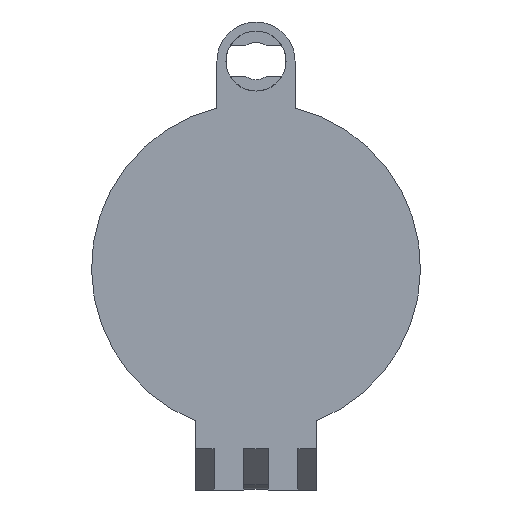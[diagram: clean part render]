
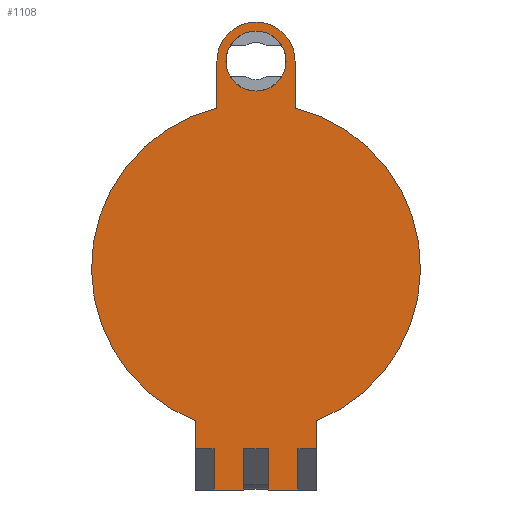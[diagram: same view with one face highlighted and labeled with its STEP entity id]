
A CAD part, front view. The second image highlights one B-rep face of the part: STEP entity #1108.
In plain terms, the highlighted planar face has unit normal (0, -1, 0).
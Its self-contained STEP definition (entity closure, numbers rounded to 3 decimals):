
#133 = VERTEX_POINT('',#134);
#134 = CARTESIAN_POINT('',(0.,0.,43.));
#140 = EDGE_CURVE('',#141,#133,#143,.T.);
#141 = VERTEX_POINT('',#142);
#142 = CARTESIAN_POINT('',(0.,0.,57.6));
#143 = CIRCLE('',#144,7.3);
#144 = AXIS2_PLACEMENT_3D('',#145,#146,#147);
#145 = CARTESIAN_POINT('',(0.,0.,50.3));
#146 = DIRECTION('',(0.,-1.,0.));
#147 = DIRECTION('',(0.,0.,-1.));
#565 = VERTEX_POINT('',#566);
#566 = CARTESIAN_POINT('',(-3.,0.,-54.));
#572 = EDGE_CURVE('',#565,#573,#575,.T.);
#573 = VERTEX_POINT('',#574);
#574 = CARTESIAN_POINT('',(-10.2,0.,-54.));
#575 = LINE('',#576,#577);
#576 = CARTESIAN_POINT('',(-14.7,0.,-54.));
#577 = VECTOR('',#578,1.);
#578 = DIRECTION('',(-1.,-0.,-0.));
#744 = EDGE_CURVE('',#745,#747,#749,.T.);
#745 = VERTEX_POINT('',#746);
#746 = CARTESIAN_POINT('',(-9.5,0.,50.3));
#747 = VERTEX_POINT('',#748);
#748 = CARTESIAN_POINT('',(9.5,0.,50.3));
#749 = CIRCLE('',#750,9.5);
#750 = AXIS2_PLACEMENT_3D('',#751,#752,#753);
#751 = CARTESIAN_POINT('',(0.,0.,50.3));
#752 = DIRECTION('',(0.,1.,0.));
#753 = DIRECTION('',(0.,-0.,1.));
#776 = EDGE_CURVE('',#747,#777,#779,.T.);
#777 = VERTEX_POINT('',#778);
#778 = CARTESIAN_POINT('',(9.5,0.,38.856));
#779 = LINE('',#780,#781);
#780 = CARTESIAN_POINT('',(9.5,0.,50.3));
#781 = VECTOR('',#782,1.);
#782 = DIRECTION('',(0.,0.,-1.));
#812 = VERTEX_POINT('',#813);
#813 = CARTESIAN_POINT('',(14.7,0.,-37.201));
#827 = EDGE_CURVE('',#777,#812,#828,.T.);
#828 = CIRCLE('',#829,40.);
#829 = AXIS2_PLACEMENT_3D('',#830,#831,#832);
#830 = CARTESIAN_POINT('',(0.,0.,0.));
#831 = DIRECTION('',(0.,1.,0.));
#832 = DIRECTION('',(0.,-0.,1.));
#852 = EDGE_CURVE('',#812,#853,#855,.T.);
#853 = VERTEX_POINT('',#854);
#854 = CARTESIAN_POINT('',(14.7,0.,-44.));
#855 = LINE('',#856,#857);
#856 = CARTESIAN_POINT('',(14.7,0.,-37.201));
#857 = VECTOR('',#858,1.);
#858 = DIRECTION('',(0.,0.,-1.));
#926 = VERTEX_POINT('',#927);
#927 = CARTESIAN_POINT('',(3.,0.,-54.));
#951 = VERTEX_POINT('',#952);
#952 = CARTESIAN_POINT('',(10.2,0.,-54.));
#958 = EDGE_CURVE('',#951,#926,#959,.T.);
#959 = LINE('',#960,#961);
#960 = CARTESIAN_POINT('',(-14.7,0.,-54.));
#961 = VECTOR('',#962,1.);
#962 = DIRECTION('',(-1.,-0.,-0.));
#984 = VERTEX_POINT('',#985);
#985 = CARTESIAN_POINT('',(-14.7,0.,-44.));
#991 = EDGE_CURVE('',#984,#992,#994,.T.);
#992 = VERTEX_POINT('',#993);
#993 = CARTESIAN_POINT('',(-14.7,0.,-37.201));
#994 = LINE('',#995,#996);
#995 = CARTESIAN_POINT('',(-14.7,0.,-37.201));
#996 = VECTOR('',#997,1.);
#997 = DIRECTION('',(-0.,-0.,1.));
#1058 = VERTEX_POINT('',#1059);
#1059 = CARTESIAN_POINT('',(-9.5,0.,38.856));
#1073 = EDGE_CURVE('',#992,#1058,#1074,.T.);
#1074 = CIRCLE('',#1075,40.);
#1075 = AXIS2_PLACEMENT_3D('',#1076,#1077,#1078);
#1076 = CARTESIAN_POINT('',(0.,0.,0.));
#1077 = DIRECTION('',(0.,1.,0.));
#1078 = DIRECTION('',(0.,-0.,1.));
#1088 = EDGE_CURVE('',#1058,#745,#1089,.T.);
#1089 = LINE('',#1090,#1091);
#1090 = CARTESIAN_POINT('',(-9.5,0.,50.3));
#1091 = VECTOR('',#1092,1.);
#1092 = DIRECTION('',(-0.,-0.,1.));
#1108 = ADVANCED_FACE('',(#1109,#1119),#1180,.F.);
#1109 = FACE_BOUND('',#1110,.T.);
#1110 = EDGE_LOOP('',(#1111,#1118));
#1111 = ORIENTED_EDGE('',*,*,#1112,.F.);
#1112 = EDGE_CURVE('',#133,#141,#1113,.T.);
#1113 = CIRCLE('',#1114,7.3);
#1114 = AXIS2_PLACEMENT_3D('',#1115,#1116,#1117);
#1115 = CARTESIAN_POINT('',(0.,0.,50.3));
#1116 = DIRECTION('',(0.,-1.,0.));
#1117 = DIRECTION('',(0.,0.,-1.));
#1118 = ORIENTED_EDGE('',*,*,#140,.F.);
#1119 = FACE_BOUND('',#1120,.T.);
#1120 = EDGE_LOOP('',(#1121,#1129,#1135,#1136,#1137,#1138,#1139,#1140,
    #1141,#1142,#1150,#1156,#1157,#1165,#1173,#1179));
#1121 = ORIENTED_EDGE('',*,*,#1122,.F.);
#1122 = EDGE_CURVE('',#1123,#951,#1125,.T.);
#1123 = VERTEX_POINT('',#1124);
#1124 = CARTESIAN_POINT('',(10.2,0.,-44.));
#1125 = LINE('',#1126,#1127);
#1126 = CARTESIAN_POINT('',(10.2,0.,-44.));
#1127 = VECTOR('',#1128,1.);
#1128 = DIRECTION('',(0.,0.,-1.));
#1129 = ORIENTED_EDGE('',*,*,#1130,.T.);
#1130 = EDGE_CURVE('',#1123,#853,#1131,.T.);
#1131 = LINE('',#1132,#1133);
#1132 = CARTESIAN_POINT('',(10.2,0.,-44.));
#1133 = VECTOR('',#1134,1.);
#1134 = DIRECTION('',(1.,-0.,-0.));
#1135 = ORIENTED_EDGE('',*,*,#852,.F.);
#1136 = ORIENTED_EDGE('',*,*,#827,.F.);
#1137 = ORIENTED_EDGE('',*,*,#776,.F.);
#1138 = ORIENTED_EDGE('',*,*,#744,.F.);
#1139 = ORIENTED_EDGE('',*,*,#1088,.F.);
#1140 = ORIENTED_EDGE('',*,*,#1073,.F.);
#1141 = ORIENTED_EDGE('',*,*,#991,.F.);
#1142 = ORIENTED_EDGE('',*,*,#1143,.F.);
#1143 = EDGE_CURVE('',#1144,#984,#1146,.T.);
#1144 = VERTEX_POINT('',#1145);
#1145 = CARTESIAN_POINT('',(-10.2,0.,-44.));
#1146 = LINE('',#1147,#1148);
#1147 = CARTESIAN_POINT('',(-10.2,0.,-44.));
#1148 = VECTOR('',#1149,1.);
#1149 = DIRECTION('',(-1.,-0.,-0.));
#1150 = ORIENTED_EDGE('',*,*,#1151,.F.);
#1151 = EDGE_CURVE('',#573,#1144,#1152,.T.);
#1152 = LINE('',#1153,#1154);
#1153 = CARTESIAN_POINT('',(-10.2,0.,-54.));
#1154 = VECTOR('',#1155,1.);
#1155 = DIRECTION('',(0.,0.,1.));
#1156 = ORIENTED_EDGE('',*,*,#572,.F.);
#1157 = ORIENTED_EDGE('',*,*,#1158,.F.);
#1158 = EDGE_CURVE('',#1159,#565,#1161,.T.);
#1159 = VERTEX_POINT('',#1160);
#1160 = CARTESIAN_POINT('',(-3.,0.,-44.));
#1161 = LINE('',#1162,#1163);
#1162 = CARTESIAN_POINT('',(-3.,0.,-44.));
#1163 = VECTOR('',#1164,1.);
#1164 = DIRECTION('',(0.,0.,-1.));
#1165 = ORIENTED_EDGE('',*,*,#1166,.F.);
#1166 = EDGE_CURVE('',#1167,#1159,#1169,.T.);
#1167 = VERTEX_POINT('',#1168);
#1168 = CARTESIAN_POINT('',(3.,0.,-44.));
#1169 = LINE('',#1170,#1171);
#1170 = CARTESIAN_POINT('',(3.,0.,-44.));
#1171 = VECTOR('',#1172,1.);
#1172 = DIRECTION('',(-1.,0.,0.));
#1173 = ORIENTED_EDGE('',*,*,#1174,.T.);
#1174 = EDGE_CURVE('',#1167,#926,#1175,.T.);
#1175 = LINE('',#1176,#1177);
#1176 = CARTESIAN_POINT('',(3.,0.,-44.));
#1177 = VECTOR('',#1178,1.);
#1178 = DIRECTION('',(0.,0.,-1.));
#1179 = ORIENTED_EDGE('',*,*,#958,.F.);
#1180 = PLANE('',#1181);
#1181 = AXIS2_PLACEMENT_3D('',#1182,#1183,#1184);
#1182 = CARTESIAN_POINT('',(0.,0.,50.3));
#1183 = DIRECTION('',(0.,1.,0.));
#1184 = DIRECTION('',(0.,-0.,1.));
